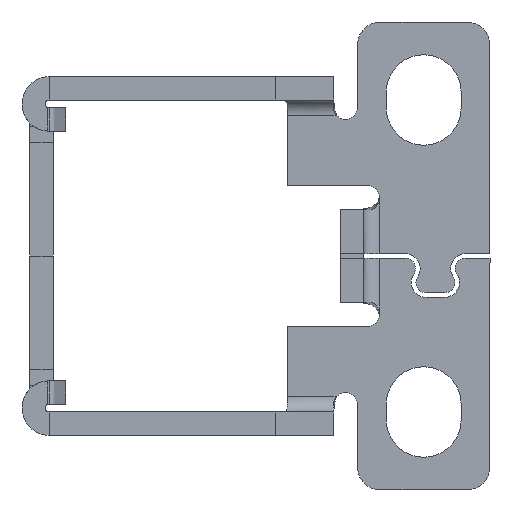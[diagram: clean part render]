
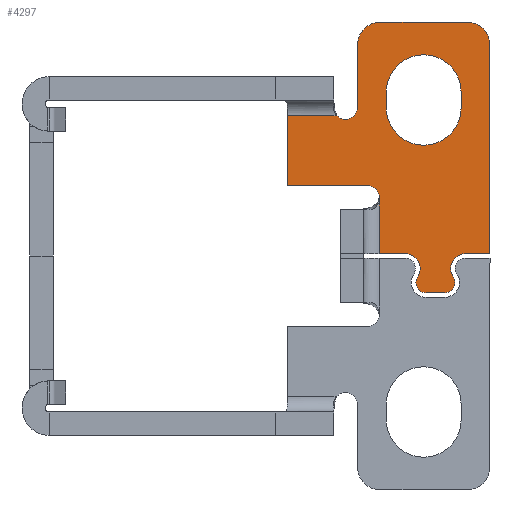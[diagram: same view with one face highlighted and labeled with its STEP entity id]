
A CAD part, front view. The second image highlights one B-rep face of the part: STEP entity #4297.
In plain terms, the highlighted planar face has unit normal (0, -1, 0).
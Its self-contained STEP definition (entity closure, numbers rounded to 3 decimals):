
#1297=CARTESIAN_POINT('',(-7.85,-1.5,3.75));
#1298=DIRECTION('',(0.,-1.,0.));
#1299=DIRECTION('',(1.,0.,0.));
#1300=AXIS2_PLACEMENT_3D('',#1297,#1298,#1299);
#1302=DIRECTION('',(-1.,0.,0.));
#1303=VECTOR('',#1302,5.15);
#1304=CARTESIAN_POINT('',(-7.85,-1.5,4.5));
#1305=LINE('',#1304,#1303);
#1306=CARTESIAN_POINT('',(-9.25,-1.5,9.5));
#1307=DIRECTION('',(0.,-1.,0.));
#1308=DIRECTION('',(-0.745,0.,-0.667));
#1309=AXIS2_PLACEMENT_3D('',#1306,#1307,#1308);
#1311=CARTESIAN_POINT('',(-7.,-1.5,13.5));
#1312=DIRECTION('',(0.,1.,0.));
#1313=DIRECTION('',(-1.,0.,0.));
#1314=AXIS2_PLACEMENT_3D('',#1311,#1312,#1313);
#1316=CARTESIAN_POINT('',(-1.5,-1.5,13.5));
#1317=DIRECTION('',(0.,1.,0.));
#1318=DIRECTION('',(0.,0.,1.));
#1319=AXIS2_PLACEMENT_3D('',#1316,#1317,#1318);
#1321=CARTESIAN_POINT('',(-1.572,-1.5,-0.8));
#1322=DIRECTION('',(0.,-1.,0.));
#1323=DIRECTION('',(0.,0.,1.));
#1324=AXIS2_PLACEMENT_3D('',#1321,#1322,#1323);
#1326=DIRECTION('',(0.5,0.,-0.866));
#1327=VECTOR('',#1326,0.115);
#1328=CARTESIAN_POINT('',(-2.395,-1.5,-1.275));
#1329=LINE('',#1328,#1327);
#1330=CARTESIAN_POINT('',(-2.9,-1.5,-1.7));
#1331=DIRECTION('',(0.,1.,0.));
#1332=DIRECTION('',(0.866,0.,0.5));
#1333=AXIS2_PLACEMENT_3D('',#1330,#1331,#1332);
#1335=CARTESIAN_POINT('',(-4.1,-1.5,-1.7));
#1336=DIRECTION('',(0.,1.,0.));
#1337=DIRECTION('',(0.,0.,-1.));
#1338=AXIS2_PLACEMENT_3D('',#1335,#1336,#1337);
#1340=DIRECTION('',(0.5,0.,0.866));
#1341=VECTOR('',#1340,0.115);
#1342=CARTESIAN_POINT('',(-4.663,-1.5,-1.375));
#1343=LINE('',#1342,#1341);
#1344=CARTESIAN_POINT('',(-5.428,-1.5,-0.8));
#1345=DIRECTION('',(0.,-1.,0.));
#1346=DIRECTION('',(0.866,0.,-0.5));
#1347=AXIS2_PLACEMENT_3D('',#1344,#1345,#1346);
#1349=DIRECTION('',(-1.,0.,0.));
#1350=VECTOR('',#1349,1.672);
#1351=CARTESIAN_POINT('',(-5.428,-1.5,0.15));
#1352=LINE('',#1351,#1350);
#1353=CARTESIAN_POINT('',(-4.25,-1.5,9.5));
#1354=DIRECTION('',(0.,-1.,0.));
#1355=DIRECTION('',(-1.,0.,0.));
#1356=AXIS2_PLACEMENT_3D('',#1353,#1354,#1355);
#1358=CARTESIAN_POINT('',(-4.25,-1.5,10.5));
#1359=DIRECTION('',(0.,-1.,0.));
#1360=DIRECTION('',(1.,0.,0.));
#1361=AXIS2_PLACEMENT_3D('',#1358,#1359,#1360);
#1363=DIRECTION('',(0.,0.,-1.));
#1364=VECTOR('',#1363,4.5);
#1365=CARTESIAN_POINT('',(-13.,-1.5,9.));
#1366=LINE('',#1365,#1364);
#1451=DIRECTION('',(-1.,0.,0.));
#1452=VECTOR('',#1451,0.191);
#1453=CARTESIAN_POINT('',(-9.809,-1.5,9.));
#1454=LINE('',#1453,#1452);
#1455=DIRECTION('',(-1.,0.,0.));
#1456=VECTOR('',#1455,3.);
#1457=CARTESIAN_POINT('',(-10.,-1.5,9.));
#1458=LINE('',#1457,#1456);
#1459=DIRECTION('',(0.,0.,-1.));
#1460=VECTOR('',#1459,4.);
#1461=CARTESIAN_POINT('',(-8.5,-1.5,13.5));
#1462=LINE('',#1461,#1460);
#1479=DIRECTION('',(-1.,0.,0.));
#1480=VECTOR('',#1479,5.5);
#1481=CARTESIAN_POINT('',(-1.5,-1.5,15.));
#1482=LINE('',#1481,#1480);
#1491=DIRECTION('',(0.,0.,1.));
#1492=VECTOR('',#1491,13.35);
#1493=CARTESIAN_POINT('',(0.,-1.5,0.15));
#1494=LINE('',#1493,#1492);
#1503=DIRECTION('',(1.,0.,0.));
#1504=VECTOR('',#1503,1.572);
#1505=CARTESIAN_POINT('',(-1.572,-1.5,0.15));
#1506=LINE('',#1505,#1504);
#1531=DIRECTION('',(1.,0.,0.));
#1532=VECTOR('',#1531,1.2);
#1533=CARTESIAN_POINT('',(-4.1,-1.5,-2.35));
#1534=LINE('',#1533,#1532);
#1570=DIRECTION('',(0.,0.,-1.));
#1571=VECTOR('',#1570,0.75);
#1572=CARTESIAN_POINT('',(-7.1,-1.5,3.75));
#1573=LINE('',#1572,#1571);
#1574=DIRECTION('',(0.,0.,-1.));
#1575=VECTOR('',#1574,2.85);
#1576=CARTESIAN_POINT('',(-7.1,-1.5,3.));
#1577=LINE('',#1576,#1575);
#1680=DIRECTION('',(0.,0.,1.));
#1681=VECTOR('',#1680,1.);
#1682=CARTESIAN_POINT('',(-6.65,-1.5,9.5));
#1683=LINE('',#1682,#1681);
#1692=DIRECTION('',(0.,0.,-1.));
#1693=VECTOR('',#1692,1.);
#1694=CARTESIAN_POINT('',(-1.85,-1.5,10.5));
#1695=LINE('',#1694,#1693);
#2168=CARTESIAN_POINT('',(-9.809,-1.5,9.));
#2170=VERTEX_POINT('',#2168);
#2230=CARTESIAN_POINT('',(-7.1,-1.5,0.15));
#2231=VERTEX_POINT('',#2230);
#2249=CARTESIAN_POINT('',(-7.1,-1.5,3.75));
#2250=VERTEX_POINT('',#2249);
#2253=CARTESIAN_POINT('',(-7.85,-1.5,4.5));
#2254=CARTESIAN_POINT('',(-13.,-1.5,4.5));
#2255=VERTEX_POINT('',#2253);
#2256=VERTEX_POINT('',#2254);
#2257=CARTESIAN_POINT('',(-13.,-1.5,9.));
#2258=VERTEX_POINT('',#2257);
#2259=CARTESIAN_POINT('',(-10.,-1.5,9.));
#2260=VERTEX_POINT('',#2259);
#2261=CARTESIAN_POINT('',(-8.5,-1.5,9.5));
#2262=VERTEX_POINT('',#2261);
#2263=CARTESIAN_POINT('',(-8.5,-1.5,13.5));
#2264=CARTESIAN_POINT('',(-7.,-1.5,15.));
#2265=VERTEX_POINT('',#2263);
#2266=VERTEX_POINT('',#2264);
#2267=CARTESIAN_POINT('',(-1.5,-1.5,15.));
#2268=VERTEX_POINT('',#2267);
#2269=CARTESIAN_POINT('',(0.,-1.5,13.5));
#2270=VERTEX_POINT('',#2269);
#2271=CARTESIAN_POINT('',(0.,-1.5,0.15));
#2272=VERTEX_POINT('',#2271);
#2273=CARTESIAN_POINT('',(-1.572,-1.5,0.15));
#2274=VERTEX_POINT('',#2273);
#2275=CARTESIAN_POINT('',(-2.395,-1.5,-1.275));
#2276=VERTEX_POINT('',#2275);
#2277=CARTESIAN_POINT('',(-2.337,-1.5,-1.375));
#2278=VERTEX_POINT('',#2277);
#2279=CARTESIAN_POINT('',(-2.9,-1.5,-2.35));
#2280=VERTEX_POINT('',#2279);
#2281=CARTESIAN_POINT('',(-4.1,-1.5,-2.35));
#2282=VERTEX_POINT('',#2281);
#2283=CARTESIAN_POINT('',(-4.663,-1.5,-1.375));
#2284=VERTEX_POINT('',#2283);
#2285=CARTESIAN_POINT('',(-4.605,-1.5,-1.275));
#2286=VERTEX_POINT('',#2285);
#2287=CARTESIAN_POINT('',(-5.428,-1.5,0.15));
#2288=VERTEX_POINT('',#2287);
#2289=CARTESIAN_POINT('',(-7.1,-1.5,3.));
#2290=VERTEX_POINT('',#2289);
#2291=CARTESIAN_POINT('',(-6.65,-1.5,9.5));
#2292=CARTESIAN_POINT('',(-6.65,-1.5,10.5));
#2293=VERTEX_POINT('',#2291);
#2294=VERTEX_POINT('',#2292);
#2295=CARTESIAN_POINT('',(-1.85,-1.5,9.5));
#2296=VERTEX_POINT('',#2295);
#2297=CARTESIAN_POINT('',(-1.85,-1.5,10.5));
#2298=VERTEX_POINT('',#2297);
#4240=CARTESIAN_POINT('',(-6.5,-1.5,6.325));
#4241=DIRECTION('',(0.,1.,0.));
#4242=DIRECTION('',(1.,0.,0.));
#4243=AXIS2_PLACEMENT_3D('',#4240,#4241,#4242);
#4244=PLANE('',#4243);
#4245=ORIENTED_EDGE('',*,*,#4221,.T.);
#4246=ORIENTED_EDGE('',*,*,#4231,.T.);
#4248=ORIENTED_EDGE('',*,*,#4247,.F.);
#4250=ORIENTED_EDGE('',*,*,#4249,.F.);
#4252=ORIENTED_EDGE('',*,*,#4251,.F.);
#4253=ORIENTED_EDGE('',*,*,#4015,.T.);
#4255=ORIENTED_EDGE('',*,*,#4254,.F.);
#4257=ORIENTED_EDGE('',*,*,#4256,.T.);
#4259=ORIENTED_EDGE('',*,*,#4258,.F.);
#4261=ORIENTED_EDGE('',*,*,#4260,.T.);
#4263=ORIENTED_EDGE('',*,*,#4262,.F.);
#4265=ORIENTED_EDGE('',*,*,#4264,.F.);
#4267=ORIENTED_EDGE('',*,*,#4266,.T.);
#4269=ORIENTED_EDGE('',*,*,#4268,.T.);
#4271=ORIENTED_EDGE('',*,*,#4270,.T.);
#4273=ORIENTED_EDGE('',*,*,#4272,.F.);
#4275=ORIENTED_EDGE('',*,*,#4274,.T.);
#4277=ORIENTED_EDGE('',*,*,#4276,.T.);
#4279=ORIENTED_EDGE('',*,*,#4278,.T.);
#4280=ORIENTED_EDGE('',*,*,#4088,.T.);
#4282=ORIENTED_EDGE('',*,*,#4281,.F.);
#4284=ORIENTED_EDGE('',*,*,#4283,.F.);
#4285=EDGE_LOOP('',(#4245,#4246,#4248,#4250,#4252,#4253,#4255,#4257,#4259,#4261,
#4263,#4265,#4267,#4269,#4271,#4273,#4275,#4277,#4279,#4280,#4282,#4284));
#4286=FACE_OUTER_BOUND('',#4285,.F.);
#4288=ORIENTED_EDGE('',*,*,#4287,.F.);
#4290=ORIENTED_EDGE('',*,*,#4289,.T.);
#4292=ORIENTED_EDGE('',*,*,#4291,.F.);
#4294=ORIENTED_EDGE('',*,*,#4293,.T.);
#4295=EDGE_LOOP('',(#4288,#4290,#4292,#4294));
#4296=FACE_BOUND('',#4295,.F.);
#4297=ADVANCED_FACE('',(#4286,#4296),#4244,.F.);
#1301=CIRCLE('',#1300,0.75);
#1310=CIRCLE('',#1309,0.75);
#1315=CIRCLE('',#1314,1.5);
#1320=CIRCLE('',#1319,1.5);
#1325=CIRCLE('',#1324,0.95);
#1334=CIRCLE('',#1333,0.65);
#1339=CIRCLE('',#1338,0.65);
#1348=CIRCLE('',#1347,0.95);
#1357=CIRCLE('',#1356,2.4);
#1362=CIRCLE('',#1361,2.4);
#4015=EDGE_CURVE('',#2170,#2262,#1310,.T.);
#4088=EDGE_CURVE('',#2288,#2231,#1352,.T.);
#4221=EDGE_CURVE('',#2250,#2255,#1301,.T.);
#4231=EDGE_CURVE('',#2255,#2256,#1305,.T.);
#4247=EDGE_CURVE('',#2258,#2256,#1366,.T.);
#4249=EDGE_CURVE('',#2260,#2258,#1458,.T.);
#4251=EDGE_CURVE('',#2170,#2260,#1454,.T.);
#4254=EDGE_CURVE('',#2265,#2262,#1462,.T.);
#4256=EDGE_CURVE('',#2265,#2266,#1315,.T.);
#4258=EDGE_CURVE('',#2268,#2266,#1482,.T.);
#4260=EDGE_CURVE('',#2268,#2270,#1320,.T.);
#4262=EDGE_CURVE('',#2272,#2270,#1494,.T.);
#4264=EDGE_CURVE('',#2274,#2272,#1506,.T.);
#4266=EDGE_CURVE('',#2274,#2276,#1325,.T.);
#4268=EDGE_CURVE('',#2276,#2278,#1329,.T.);
#4270=EDGE_CURVE('',#2278,#2280,#1334,.T.);
#4272=EDGE_CURVE('',#2282,#2280,#1534,.T.);
#4274=EDGE_CURVE('',#2282,#2284,#1339,.T.);
#4276=EDGE_CURVE('',#2284,#2286,#1343,.T.);
#4278=EDGE_CURVE('',#2286,#2288,#1348,.T.);
#4281=EDGE_CURVE('',#2290,#2231,#1577,.T.);
#4283=EDGE_CURVE('',#2250,#2290,#1573,.T.);
#4287=EDGE_CURVE('',#2293,#2294,#1683,.T.);
#4289=EDGE_CURVE('',#2293,#2296,#1357,.T.);
#4291=EDGE_CURVE('',#2298,#2296,#1695,.T.);
#4293=EDGE_CURVE('',#2298,#2294,#1362,.T.);
